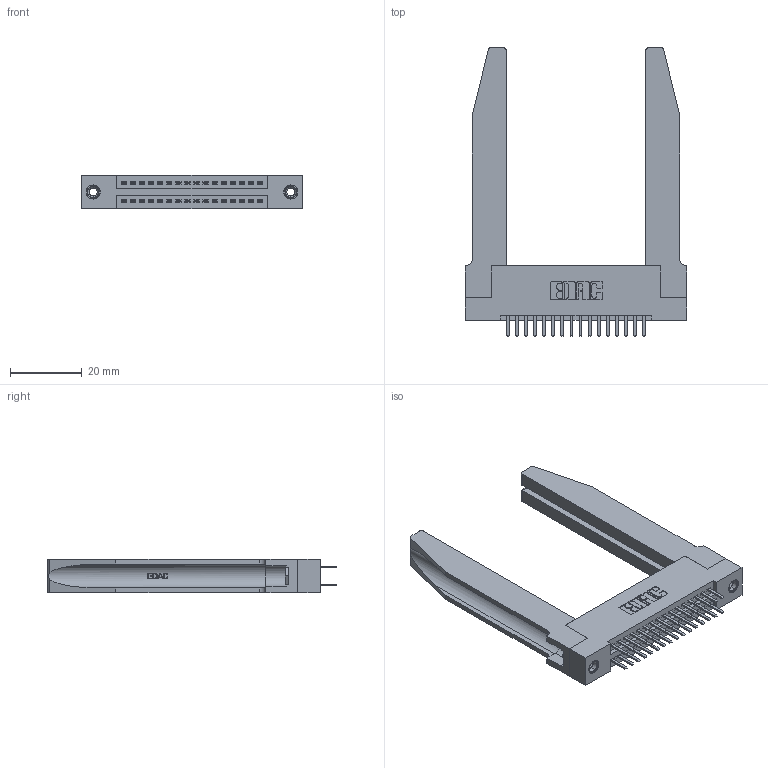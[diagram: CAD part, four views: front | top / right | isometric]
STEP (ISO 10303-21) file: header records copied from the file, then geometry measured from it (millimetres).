
FILE_DESCRIPTION (( 'STEP AP203' ), '1' );
FILE_NAME ('395-032-520-278.STEP', '2019-10-17T15:22:08', ( '' ), ( '' ), 'SwSTEP 2.0', 'SolidWorks 2016', '' );
FILE_SCHEMA (( 'CONFIG_CONTROL_DESIGN' ));
Length unit declared in the file: inch
Products named in the file (5): 345 Part_Flush Mounting Lugs - 0.156 Dia-TH; 345-292-001_345-293-120; 345-250-001_345-250-001-102; 345-220-078_345-220-078; 395-032-520-278
Assembly tree (37 placements, depth 2):
  395-032-520-278
    345 Part_Flush Mounting Lugs - 0.156 Dia-TH
    345-292-001_345-293-120  x32
    345-250-001_345-250-001-102  x2
    345-220-078_345-220-078  x2
Bounding box: 61.87 x 80.64 x 9.4 mm (x, y, z)
Volume: 13525.6 mm3; surface area: 14812 mm2
Topology: 37 solids, 37 shells, 2088 faces, 5973 edges, 3886 vertices
Faces by surface type: plane 1342, cylinder 694, bspline 36, cone 12, torus 4
Entity records: 20908 total; most frequent: CARTESIAN_POINT 4459, ORIENTED_EDGE 3278, DIRECTION 2945, EDGE_CURVE 1639, VECTOR 1345, LINE 1345, VERTEX_POINT 1084, AXIS2_PLACEMENT_3D 800
